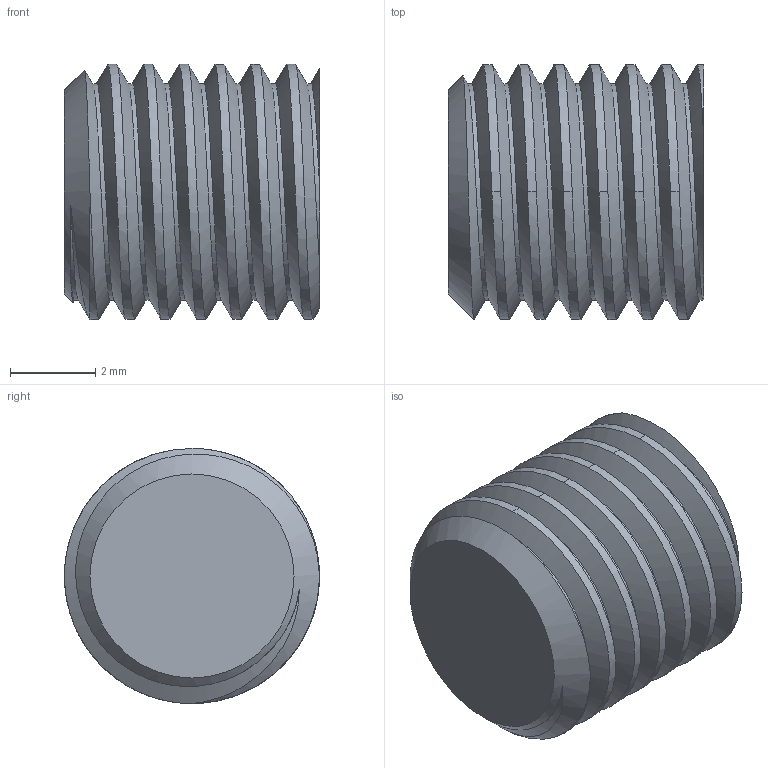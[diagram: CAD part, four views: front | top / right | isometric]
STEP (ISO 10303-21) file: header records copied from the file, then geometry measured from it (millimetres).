
FILE_DESCRIPTION(/* description */ (''),/* implementation_level */ '2;1');
FILE_NAME(/* name */ '06-0530 M6 x 6 Grub Screw v1.step',/* time_stamp */ '2024-11-27T07:54:30-08:00',/* author */ (''),/* organization */ (''),/* preprocessor_version */ 'ST-DEVELOPER v20',/* originating_system */ 'Autodesk Translation Framework v13.20.0.188',/* authorisation */ '');
FILE_SCHEMA (('AUTOMOTIVE_DESIGN { 1 0 10303 214 3 1 1 }'));
Length unit declared in the file: millimetre
Products named in the file (1): 06-0530 M6 x 6 Grub Screw
Bounding box: 5.99 x 6 x 6 mm (x, y, z)
Volume: 133.3 mm3; surface area: 228.9 mm2
Topology: 1 solids, 1 shells, 27 faces, 73 edges, 49 vertices
Faces by surface type: cylinder 15, plane 9, bspline 2, cone 1
Full cylindrical faces by diameter (mm): 5.086 x6, 5.995 x5
Entity records: 4593 total; most frequent: CARTESIAN_POINT 3963, ORIENTED_EDGE 146, DIRECTION 96, EDGE_CURVE 73, VERTEX_POINT 49, LINE 32, VECTOR 32, AXIS2_PLACEMENT_3D 32
